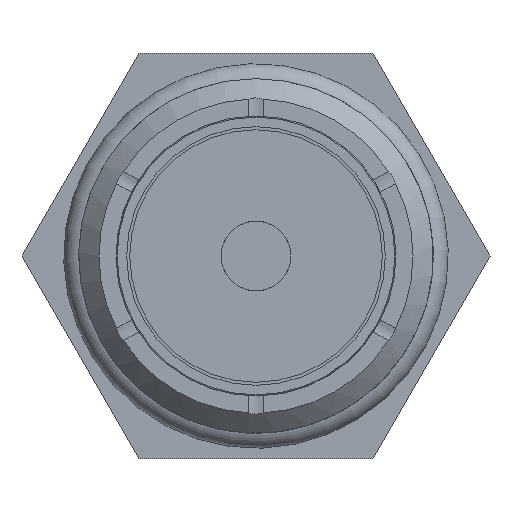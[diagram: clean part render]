
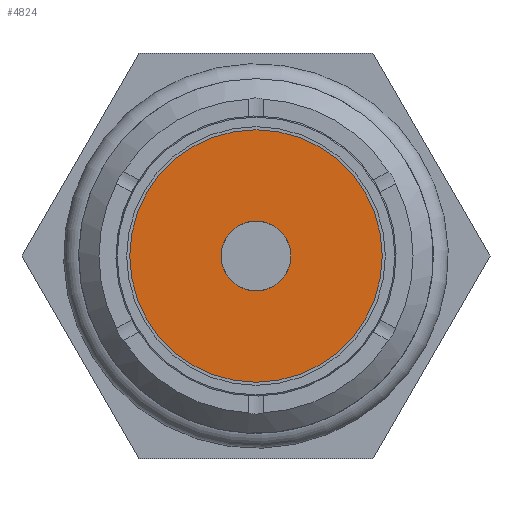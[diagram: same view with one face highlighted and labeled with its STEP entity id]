
A CAD part, left-side view. The second image highlights one B-rep face of the part: STEP entity #4824.
In plain terms, the highlighted planar face has unit normal (-1, 0, 0).
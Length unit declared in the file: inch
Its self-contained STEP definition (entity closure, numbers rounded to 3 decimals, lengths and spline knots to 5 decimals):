
#2874=CARTESIAN_POINT('',(-2.2,-0.086,0.));
#2875=VERTEX_POINT('',#2874);
#2876=CARTESIAN_POINT('',(-2.2,0.,0.0));
#2877=DIRECTION('',(1.0,0.0,0.0));
#2878=DIRECTION('',(0.0,1.0,0.0));
#2879=AXIS2_PLACEMENT_3D('',#2876,#2877,#2878);
#2880=CIRCLE('',#2879,0.086);
#2881=EDGE_CURVE('',#2875,#2875,#2880,.T.);
#4801=CARTESIAN_POINT('',(-2.2,0.,0.3115));
#4802=VERTEX_POINT('',#4801);
#4803=CARTESIAN_POINT('',(-2.2,0.,0.));
#4804=DIRECTION('',(1.0,0.0,0.0));
#4805=DIRECTION('',(0.0,0.0,-1.0));
#4806=AXIS2_PLACEMENT_3D('',#4803,#4804,#4805);
#4807=CIRCLE('',#4806,0.3115);
#4808=EDGE_CURVE('',#4802,#4802,#4807,.T.);
#4813=CARTESIAN_POINT('',(-2.2,0.,0.));
#4814=DIRECTION('',(1.0,0.0,0.0));
#4815=DIRECTION('',(0.0,0.0,-1.0));
#4816=AXIS2_PLACEMENT_3D('',#4813,#4814,#4815);
#4817=PLANE('',#4816);
#4818=ORIENTED_EDGE('',*,*,#4808,.F.);
#4819=EDGE_LOOP('',(#4818));
#4820=FACE_OUTER_BOUND('',#4819,.T.);
#4821=ORIENTED_EDGE('',*,*,#2881,.T.);
#4822=EDGE_LOOP('',(#4821));
#4823=FACE_BOUND('',#4822,.T.);
#4824=ADVANCED_FACE('',(#4820,#4823),#4817,.F.);
